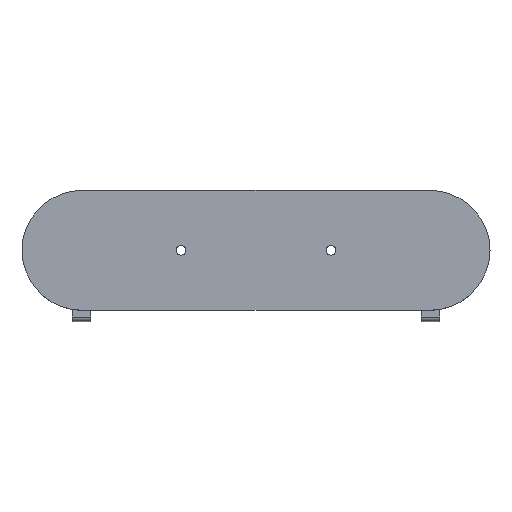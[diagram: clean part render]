
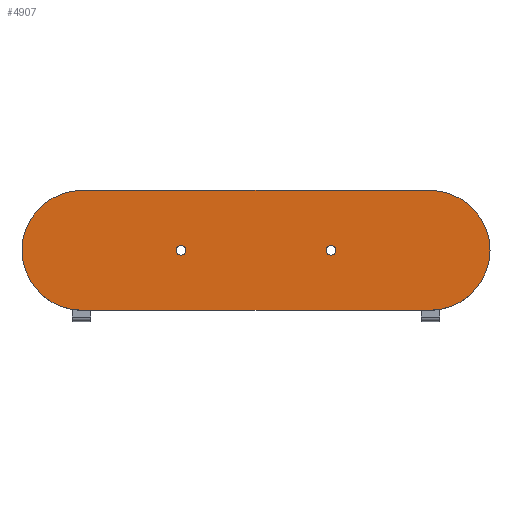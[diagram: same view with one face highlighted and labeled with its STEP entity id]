
A CAD part, top view. The second image highlights one B-rep face of the part: STEP entity #4907.
In plain terms, the highlighted planar face has unit normal (0, 0, 1).
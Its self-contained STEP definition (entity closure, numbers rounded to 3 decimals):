
#72=FACE_BOUND('',#738,.T.);
#73=FACE_BOUND('',#739,.T.);
#98=CIRCLE('',#5126,6.5);
#99=CIRCLE('',#5128,6.5);
#100=CIRCLE('',#5131,80.);
#101=CIRCLE('',#5134,80.);
#446=FACE_OUTER_BOUND('',#737,.T.);
#737=EDGE_LOOP('',(#4185,#4186,#4187,#4188));
#738=EDGE_LOOP('',(#4189));
#739=EDGE_LOOP('',(#4190));
#1350=LINE('',#10840,#1811);
#1353=LINE('',#10848,#1814);
#1811=VECTOR('',#5931,10.);
#1814=VECTOR('',#5940,10.);
#2258=VERTEX_POINT('',#10829);
#2259=VERTEX_POINT('',#10833);
#2260=VERTEX_POINT('',#10837);
#2261=VERTEX_POINT('',#10839);
#2262=VERTEX_POINT('',#10843);
#2263=VERTEX_POINT('',#10847);
#2910=EDGE_CURVE('',#2258,#2258,#98,.T.);
#2912=EDGE_CURVE('',#2259,#2259,#99,.T.);
#2914=EDGE_CURVE('',#2261,#2260,#1350,.T.);
#2916=EDGE_CURVE('',#2262,#2261,#100,.T.);
#2918=EDGE_CURVE('',#2263,#2262,#1353,.T.);
#2920=EDGE_CURVE('',#2260,#2263,#101,.T.);
#4185=ORIENTED_EDGE('',*,*,#2920,.T.);
#4186=ORIENTED_EDGE('',*,*,#2918,.T.);
#4187=ORIENTED_EDGE('',*,*,#2916,.T.);
#4188=ORIENTED_EDGE('',*,*,#2914,.T.);
#4189=ORIENTED_EDGE('',*,*,#2910,.T.);
#4190=ORIENTED_EDGE('',*,*,#2912,.T.);
#4575=PLANE('',#5136);
#4907=ADVANCED_FACE('',(#446,#72,#73),#4575,.T.);
#5126=AXIS2_PLACEMENT_3D('',#10831,#5921,#5922);
#5128=AXIS2_PLACEMENT_3D('',#10835,#5926,#5927);
#5131=AXIS2_PLACEMENT_3D('',#10844,#5935,#5936);
#5134=AXIS2_PLACEMENT_3D('',#10851,#5944,#5945);
#5136=AXIS2_PLACEMENT_3D('',#10853,#5948,#5949);
#5921=DIRECTION('center_axis',(0.,0.,-1.));
#5922=DIRECTION('ref_axis',(1.,0.,0.));
#5926=DIRECTION('center_axis',(0.,0.,-1.));
#5927=DIRECTION('ref_axis',(1.,0.,0.));
#5931=DIRECTION('',(-1.,0.,0.));
#5935=DIRECTION('center_axis',(0.,0.,1.));
#5936=DIRECTION('ref_axis',(0.,1.,0.));
#5940=DIRECTION('',(1.,0.,0.));
#5944=DIRECTION('center_axis',(0.,0.,1.));
#5945=DIRECTION('ref_axis',(0.,-1.,0.));
#5948=DIRECTION('center_axis',(0.,0.,1.));
#5949=DIRECTION('ref_axis',(1.,0.,0.));
#10829=CARTESIAN_POINT('',(93.5,0.,0.));
#10831=CARTESIAN_POINT('Origin',(100.,0.,0.));
#10833=CARTESIAN_POINT('',(-106.5,0.,0.));
#10835=CARTESIAN_POINT('Origin',(-100.,0.,0.));
#10837=CARTESIAN_POINT('',(-232.5,80.,0.));
#10839=CARTESIAN_POINT('',(232.5,80.,0.));
#10840=CARTESIAN_POINT('',(-232.5,80.,0.));
#10843=CARTESIAN_POINT('',(232.5,-80.,0.));
#10844=CARTESIAN_POINT('Origin',(232.5,0.,0.));
#10847=CARTESIAN_POINT('',(-232.5,-80.,0.));
#10848=CARTESIAN_POINT('',(232.5,-80.,0.));
#10851=CARTESIAN_POINT('Origin',(-232.5,0.,0.));
#10853=CARTESIAN_POINT('Origin',(0.,0.,0.));
